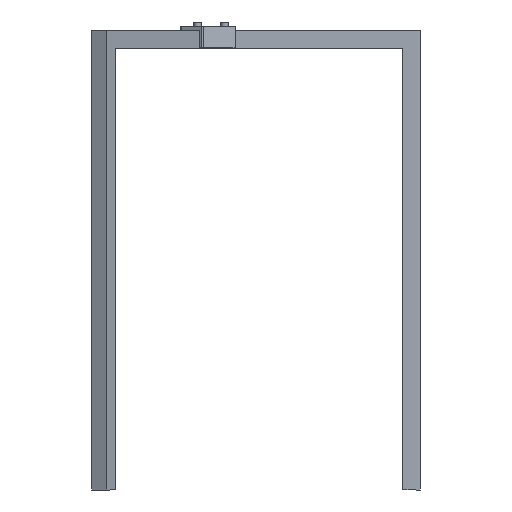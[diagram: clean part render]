
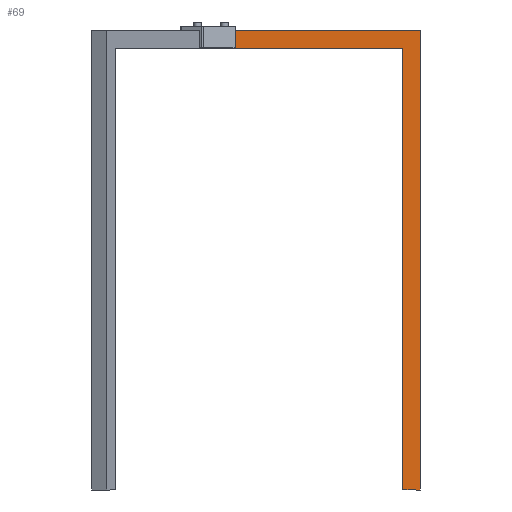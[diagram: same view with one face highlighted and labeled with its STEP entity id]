
A CAD part, front view. The second image highlights one B-rep face of the part: STEP entity #69.
In plain terms, the highlighted face is planar.
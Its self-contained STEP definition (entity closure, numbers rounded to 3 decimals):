
#69 = ADVANCED_FACE ( 'NONE', ( #1342 ), #3294, .F. ) ;
#178 = LINE ( 'NONE', #2741, #2431 ) ;
#191 = CARTESIAN_POINT ( 'NONE',  ( -10., 10., 520. ) ) ;
#249 = ORIENTED_EDGE ( 'NONE', *, *, #1767, .F. ) ;
#330 = CARTESIAN_POINT ( 'NONE',  ( 10., 10., 500. ) ) ;
#451 = VECTOR ( 'NONE', #1050, 1000. ) ;
#527 = VECTOR ( 'NONE', #2384, 1000. ) ;
#793 = CARTESIAN_POINT ( 'NONE',  ( 225., 10., 500. ) ) ;
#800 = CARTESIAN_POINT ( 'NONE',  ( 10., 10., 0. ) ) ;
#849 = CARTESIAN_POINT ( 'NONE',  ( 225., 10., 500. ) ) ;
#899 = DIRECTION ( 'NONE',  ( 0., -1., 0. ) ) ;
#997 = VECTOR ( 'NONE', #3290, 1000. ) ;
#1050 = DIRECTION ( 'NONE',  ( 0., 0., 1. ) ) ;
#1144 = DIRECTION ( 'NONE',  ( -1., 0., 0. ) ) ;
#1179 = DIRECTION ( 'NONE',  ( -1., 0., 0. ) ) ;
#1205 = ORIENTED_EDGE ( 'NONE', *, *, #2268, .T. ) ;
#1284 = DIRECTION ( 'NONE',  ( 0., 0., -1. ) ) ;
#1292 = EDGE_CURVE ( 'NONE', #1772, #1322, #1455, .T. ) ;
#1296 = CARTESIAN_POINT ( 'NONE',  ( 225., 10., 520. ) ) ;
#1300 = CARTESIAN_POINT ( 'NONE',  ( 10., 10., 520. ) ) ;
#1322 = VERTEX_POINT ( 'NONE', #330 ) ;
#1342 = FACE_OUTER_BOUND ( 'NONE', #2464, .T. ) ;
#1455 = LINE ( 'NONE', #849, #997 ) ;
#1628 = CARTESIAN_POINT ( 'NONE',  ( 225., 10., 520. ) ) ;
#1731 = CARTESIAN_POINT ( 'NONE',  ( -10., 10., 520. ) ) ;
#1767 = EDGE_CURVE ( 'NONE', #1772, #3146, #2392, .T. ) ;
#1772 = VERTEX_POINT ( 'NONE', #793 ) ;
#1898 = VECTOR ( 'NONE', #1284, 1000. ) ;
#1993 = VERTEX_POINT ( 'NONE', #2566 ) ;
#2001 = EDGE_CURVE ( 'NONE', #3146, #2162, #3270, .T. ) ;
#2162 = VERTEX_POINT ( 'NONE', #191 ) ;
#2221 = VECTOR ( 'NONE', #1179, 1000. ) ;
#2268 = EDGE_CURVE ( 'NONE', #3136, #1993, #178, .T. ) ;
#2307 = ORIENTED_EDGE ( 'NONE', *, *, #1292, .T. ) ;
#2384 = DIRECTION ( 'NONE',  ( 0., 0., -1. ) ) ;
#2392 = LINE ( 'NONE', #1628, #451 ) ;
#2431 = VECTOR ( 'NONE', #1144, 1000. ) ;
#2464 = EDGE_LOOP ( 'NONE', ( #1205, #3199, #2818, #249, #2307, #2863 ) ) ;
#2552 = EDGE_CURVE ( 'NONE', #1322, #3136, #3354, .T. ) ;
#2566 = CARTESIAN_POINT ( 'NONE',  ( -10., 10., 0. ) ) ;
#2628 = CARTESIAN_POINT ( 'NONE',  ( -10., 10., 520. ) ) ;
#2741 = CARTESIAN_POINT ( 'NONE',  ( -10., 10., 0. ) ) ;
#2818 = ORIENTED_EDGE ( 'NONE', *, *, #2001, .F. ) ;
#2845 = AXIS2_PLACEMENT_3D ( 'NONE', #3280, #899, #3013 ) ;
#2863 = ORIENTED_EDGE ( 'NONE', *, *, #2552, .T. ) ;
#2877 = LINE ( 'NONE', #2628, #1898 ) ;
#3013 = DIRECTION ( 'NONE',  ( 0., 0., -1. ) ) ;
#3136 = VERTEX_POINT ( 'NONE', #800 ) ;
#3146 = VERTEX_POINT ( 'NONE', #1296 ) ;
#3199 = ORIENTED_EDGE ( 'NONE', *, *, #3436, .F. ) ;
#3270 = LINE ( 'NONE', #1731, #2221 ) ;
#3280 = CARTESIAN_POINT ( 'NONE',  ( -10., 10., 520. ) ) ;
#3290 = DIRECTION ( 'NONE',  ( -1., 0., 0. ) ) ;
#3294 = PLANE ( 'NONE',  #2845 ) ;
#3354 = LINE ( 'NONE', #1300, #527 ) ;
#3436 = EDGE_CURVE ( 'NONE', #2162, #1993, #2877, .T. ) ;
